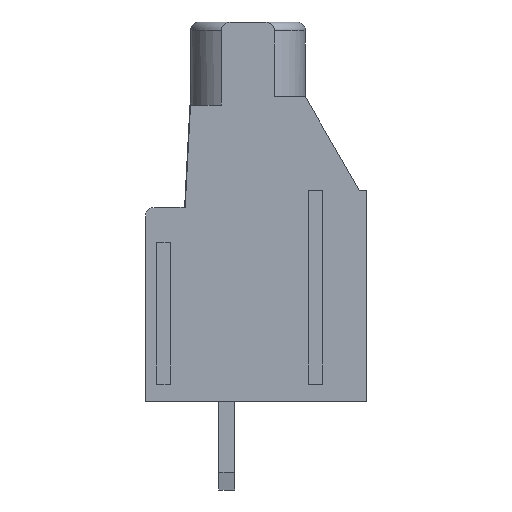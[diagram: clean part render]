
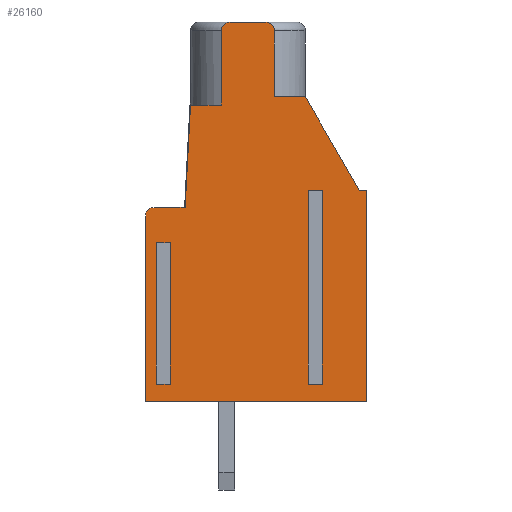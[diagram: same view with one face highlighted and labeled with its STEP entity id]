
A CAD part, left-side view. The second image highlights one B-rep face of the part: STEP entity #26160.
In plain terms, the highlighted face is planar.
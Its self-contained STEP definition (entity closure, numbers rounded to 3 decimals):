
#120=CARTESIAN_POINT('',(43.525,22.363,0.));
#130=VERTEX_POINT('',#120);
#280=CARTESIAN_POINT('',(43.525,18.63,0.));
#290=VERTEX_POINT('',#280);
#320=CARTESIAN_POINT('',(43.525,0.,0.));
#330=DIRECTION('',(0.,-1.,0.));
#340=VECTOR('',#330,1.);
#350=LINE('',#320,#340);
#360=EDGE_CURVE('',#130,#290,#350,.T.);
#1830=CARTESIAN_POINT('',(44.025,22.863,0.));
#1840=VERTEX_POINT('',#1830);
#1870=CARTESIAN_POINT('',(0.,22.863,0.));
#1880=DIRECTION('',(1.,0.,0.));
#1890=VECTOR('',#1880,1.);
#1900=LINE('',#1870,#1890);
#1910=CARTESIAN_POINT('',(46.025,22.863,0.));
#1920=VERTEX_POINT('',#1910);
#1930=EDGE_CURVE('',#1840,#1920,#1900,.T.);
#3820=CARTESIAN_POINT('',(44.025,22.363,0.));
#3830=DIRECTION('',(0.,0.,-1.));
#3840=DIRECTION('',(-1.,0.,0.));
#3850=AXIS2_PLACEMENT_3D('',#3820,#3830,#3840);
#3860=CIRCLE('',#3850,0.5);
#3870=EDGE_CURVE('',#130,#1840,#3860,.T.);
#4110=CARTESIAN_POINT('',(41.775,18.63,0.));
#4120=VERTEX_POINT('',#4110);
#4150=CARTESIAN_POINT('',(0.,18.63,0.));
#4160=DIRECTION('',(1.,0.,0.));
#4170=VECTOR('',#4160,1.);
#4180=LINE('',#4150,#4170);
#4190=EDGE_CURVE('',#4120,#290,#4180,.T.);
#4500=CARTESIAN_POINT('',(38.305,13.313,0.));
#4510=VERTEX_POINT('',#4500);
#4540=CARTESIAN_POINT('',(0.,13.313,0.));
#4550=DIRECTION('',(1.,0.,0.));
#4560=VECTOR('',#4550,1.);
#4570=LINE('',#4540,#4560);
#4580=CARTESIAN_POINT('',(38.705,13.313,0.));
#4590=VERTEX_POINT('',#4580);
#4600=EDGE_CURVE('',#4510,#4590,#4570,.T.);
#5150=CARTESIAN_POINT('',(31.018,0.,0.));
#5160=DIRECTION('',(0.5,0.866,0.));
#5170=VECTOR('',#5160,1.);
#5180=LINE('',#5150,#5170);
#5190=EDGE_CURVE('',#4590,#4120,#5180,.T.);
#6820=CARTESIAN_POINT('',(38.305,1.363,0.));
#6830=VERTEX_POINT('',#6820);
#6860=CARTESIAN_POINT('',(38.305,0.,0.));
#6870=DIRECTION('',(0.,-1.,0.));
#6880=VECTOR('',#6870,1.);
#6890=LINE('',#6860,#6880);
#6900=EDGE_CURVE('',#4510,#6830,#6890,.T.);
#7720=CARTESIAN_POINT('',(46.025,22.363,0.));
#7730=DIRECTION('',(0.,0.,1.));
#7740=DIRECTION('',(1.,0.,0.));
#7750=AXIS2_PLACEMENT_3D('',#7720,#7730,#7740);
#7760=CIRCLE('',#7750,0.5);
#7770=CARTESIAN_POINT('',(46.525,22.363,0.));
#7780=VERTEX_POINT('',#7770);
#7790=EDGE_CURVE('',#7780,#1920,#7760,.T.);
#10230=CARTESIAN_POINT('',(46.525,18.163,0.));
#10240=VERTEX_POINT('',#10230);
#10270=CARTESIAN_POINT('',(0.,18.163,0.));
#10280=DIRECTION('',(1.,0.,0.));
#10290=VECTOR('',#10280,1.);
#10300=LINE('',#10270,#10290);
#10310=CARTESIAN_POINT('',(48.275,18.163,0.));
#10320=VERTEX_POINT('',#10310);
#10330=EDGE_CURVE('',#10240,#10320,#10300,.T.);
#11660=CARTESIAN_POINT('',(48.579,12.363,0.));
#11670=VERTEX_POINT('',#11660);
#11700=CARTESIAN_POINT('',(0.,12.363,0.));
#11710=DIRECTION('',(-1.,0.,0.));
#11720=VECTOR('',#11710,1.);
#11730=LINE('',#11700,#11720);
#11740=CARTESIAN_POINT('',(50.325,12.363,0.));
#11750=VERTEX_POINT('',#11740);
#11760=EDGE_CURVE('',#11750,#11670,#11730,.T.);
#16310=CARTESIAN_POINT('',(49.598,2.363,0.));
#16320=VERTEX_POINT('',#16310);
#16350=CARTESIAN_POINT('',(0.,2.363,0.));
#16360=DIRECTION('',(-1.,0.,0.));
#16370=VECTOR('',#16360,1.);
#16380=LINE('',#16350,#16370);
#16390=CARTESIAN_POINT('',(50.012,2.363,0.));
#16400=VERTEX_POINT('',#16390);
#16410=EDGE_CURVE('',#16400,#16320,#16380,.T.);
#16810=CARTESIAN_POINT('',(50.012,0.,0.));
#16820=DIRECTION('',(0.,1.,0.));
#16830=VECTOR('',#16820,1.);
#16840=LINE('',#16810,#16830);
#16850=CARTESIAN_POINT('',(50.012,10.363,0.));
#16860=VERTEX_POINT('',#16850);
#16870=EDGE_CURVE('',#16400,#16860,#16840,.T.);
#19740=CARTESIAN_POINT('',(40.998,2.363,0.));
#19750=VERTEX_POINT('',#19740);
#19780=CARTESIAN_POINT('',(0.,2.363,0.));
#19790=DIRECTION('',(-1.,0.,0.));
#19800=VECTOR('',#19790,1.);
#19810=LINE('',#19780,#19800);
#19820=CARTESIAN_POINT('',(41.412,2.363,0.));
#19830=VERTEX_POINT('',#19820);
#19840=EDGE_CURVE('',#19830,#19750,#19810,.T.);
#21580=CARTESIAN_POINT('',(40.998,13.313,0.));
#21590=VERTEX_POINT('',#21580);
#21620=CARTESIAN_POINT('',(40.998,0.,0.));
#21630=DIRECTION('',(0.,-1.,0.));
#21640=VECTOR('',#21630,1.);
#21650=LINE('',#21620,#21640);
#21660=EDGE_CURVE('',#21590,#19750,#21650,.T.);
#22530=CARTESIAN_POINT('',(41.412,0.,0.));
#22540=DIRECTION('',(0.,1.,0.));
#22550=VECTOR('',#22540,1.);
#22560=LINE('',#22530,#22550);
#22570=CARTESIAN_POINT('',(41.412,13.313,0.));
#22580=VERTEX_POINT('',#22570);
#22590=EDGE_CURVE('',#19830,#22580,#22560,.T.);
#23720=CARTESIAN_POINT('',(50.825,1.363,0.));
#23730=VERTEX_POINT('',#23720);
#23760=CARTESIAN_POINT('',(0.,1.363,0.));
#23770=DIRECTION('',(-1.,0.,0.));
#23780=VECTOR('',#23770,1.);
#23790=LINE('',#23760,#23780);
#23800=EDGE_CURVE('',#23730,#6830,#23790,.T.);
#25420=CARTESIAN_POINT('',(43.713,11.903,0.));
#25430=DIRECTION('',(0.,0.,-1.));
#25440=DIRECTION('',(-1.,0.,0.));
#25450=AXIS2_PLACEMENT_3D('',#25420,#25430,#25440);
#25460=PLANE('',#25450);
#25470=CARTESIAN_POINT('',(0.,13.313,0.));
#25480=DIRECTION('',(-1.,0.,0.));
#25490=VECTOR('',#25480,1.);
#25500=LINE('',#25470,#25490);
#25510=EDGE_CURVE('',#22580,#21590,#25500,.T.);
#25520=ORIENTED_EDGE('',*,*,#25510,.T.);
#25530=ORIENTED_EDGE('',*,*,#22590,.T.);
#25540=ORIENTED_EDGE('',*,*,#19840,.F.);
#25550=ORIENTED_EDGE('',*,*,#21660,.T.);
#25560=EDGE_LOOP('',(#25550,#25540,#25530,#25520));
#25570=FACE_BOUND('',#25560,.T.);
#25580=ORIENTED_EDGE('',*,*,#16410,.F.);
#25590=CARTESIAN_POINT('',(49.598,0.,0.));
#25600=DIRECTION('',(0.,-1.,0.));
#25610=VECTOR('',#25600,1.);
#25620=LINE('',#25590,#25610);
#25630=CARTESIAN_POINT('',(49.598,10.363,0.));
#25640=VERTEX_POINT('',#25630);
#25650=EDGE_CURVE('',#25640,#16320,#25620,.T.);
#25660=ORIENTED_EDGE('',*,*,#25650,.T.);
#25670=CARTESIAN_POINT('',(0.,10.363,0.));
#25680=DIRECTION('',(-1.,0.,0.));
#25690=VECTOR('',#25680,1.);
#25700=LINE('',#25670,#25690);
#25710=EDGE_CURVE('',#16860,#25640,#25700,.T.);
#25720=ORIENTED_EDGE('',*,*,#25710,.T.);
#25730=ORIENTED_EDGE('',*,*,#16870,.T.);
#25740=EDGE_LOOP('',(#25730,#25720,#25660,#25580));
#25750=FACE_BOUND('',#25740,.T.);
#25760=CARTESIAN_POINT('',(50.325,11.863,0.));
#25770=DIRECTION('',(0.,0.,1.));
#25780=DIRECTION('',(1.,0.,0.));
#25790=AXIS2_PLACEMENT_3D('',#25760,#25770,#25780);
#25800=CIRCLE('',#25790,0.5);
#25810=CARTESIAN_POINT('',(50.825,11.863,0.));
#25820=VERTEX_POINT('',#25810);
#25830=EDGE_CURVE('',#25820,#11750,#25800,.T.);
#25840=ORIENTED_EDGE('',*,*,#25830,.F.);
#25850=ORIENTED_EDGE('',*,*,#11760,.F.);
#25860=CARTESIAN_POINT('',(49.227,0.,0.));
#25870=DIRECTION('',(0.052,-0.999,0.));
#25880=VECTOR('',#25870,1.);
#25890=LINE('',#25860,#25880);
#25900=EDGE_CURVE('',#10320,#11670,#25890,.T.);
#25910=ORIENTED_EDGE('',*,*,#25900,.T.);
#25920=ORIENTED_EDGE('',*,*,#10330,.T.);
#25930=CARTESIAN_POINT('',(46.525,0.,0.));
#25940=DIRECTION('',(0.,1.,0.));
#25950=VECTOR('',#25940,1.);
#25960=LINE('',#25930,#25950);
#25970=EDGE_CURVE('',#10240,#7780,#25960,.T.);
#25980=ORIENTED_EDGE('',*,*,#25970,.F.);
#25990=ORIENTED_EDGE('',*,*,#7790,.F.);
#26000=ORIENTED_EDGE('',*,*,#1930,.T.);
#26010=ORIENTED_EDGE('',*,*,#3870,.T.);
#26020=ORIENTED_EDGE('',*,*,#360,.F.);
#26030=ORIENTED_EDGE('',*,*,#4190,.T.);
#26040=ORIENTED_EDGE('',*,*,#5190,.T.);
#26050=ORIENTED_EDGE('',*,*,#4600,.T.);
#26060=ORIENTED_EDGE('',*,*,#6900,.F.);
#26070=ORIENTED_EDGE('',*,*,#23800,.T.);
#26080=CARTESIAN_POINT('',(50.825,0.,0.));
#26090=DIRECTION('',(0.,1.,0.));
#26100=VECTOR('',#26090,1.);
#26110=LINE('',#26080,#26100);
#26120=EDGE_CURVE('',#23730,#25820,#26110,.T.);
#26130=ORIENTED_EDGE('',*,*,#26120,.F.);
#26140=EDGE_LOOP('',(#26130,#26070,#26060,#26050,#26040,#26030,#26020,
#26010,#26000,#25990,#25980,#25920,#25910,#25850,#25840));
#26150=FACE_OUTER_BOUND('',#26140,.T.);
#26160=ADVANCED_FACE('',(#25570,#25750,#26150),#25460,.T.);
